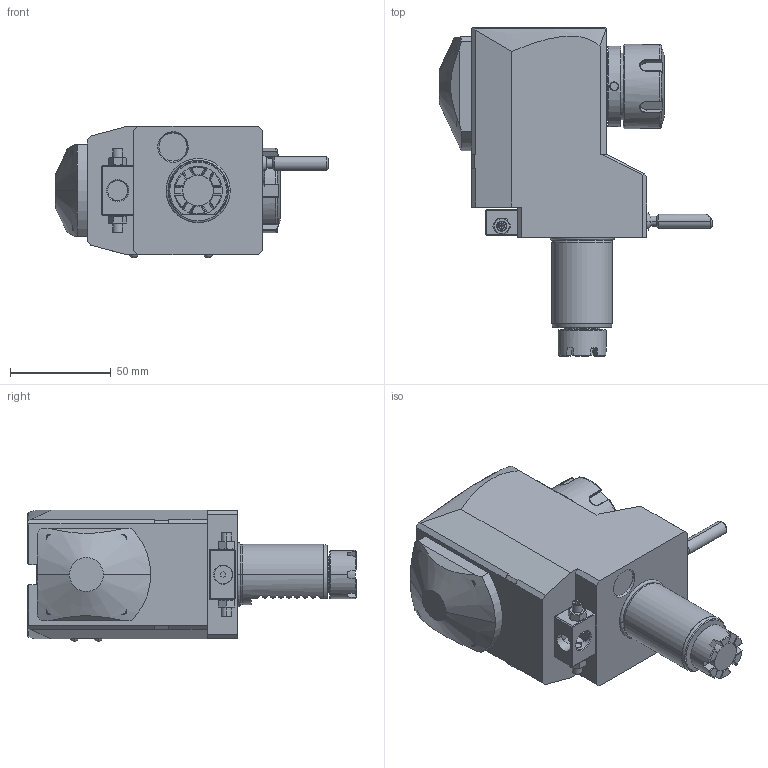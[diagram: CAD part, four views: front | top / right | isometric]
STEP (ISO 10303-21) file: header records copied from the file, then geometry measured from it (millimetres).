
FILE_DESCRIPTION((''),'2;1');
FILE_NAME('NGT1_30_441_25_1_1_75','2017-03-10T',('vali'),('NOVA GRUP'),'PRO/ENGINEER BY PARAMETRIC TECHNOLOGY CORPORATION, 2010280','PRO/ENGINEER BY PARAMETRIC TECHNOLOGY CORPORATION, 2010280','');
FILE_SCHEMA(('CONFIG_CONTROL_DESIGN'));
Length unit declared in the file: millimetre
Products named in the file (1): NGT1_30_441_25_1_1_75
Bounding box: 135.88 x 163 x 65.4 mm (x, y, z)
Volume: 557999.2 mm3; surface area: 54001.8 mm2
Topology: 1 solids, 1 shells, 487 faces, 1241 edges, 772 vertices
Faces by surface type: plane 240, cylinder 92, cone 79, bspline 54, torus 14, sphere 6, extrusion 2
Entity records: 20307 total; most frequent: CARTESIAN_POINT 9298, ORIENTED_EDGE 2450, DIRECTION 1979, EDGE_CURVE 1225, VERTEX_POINT 772, AXIS2_PLACEMENT_3D 689, VECTOR 601, LINE 599
